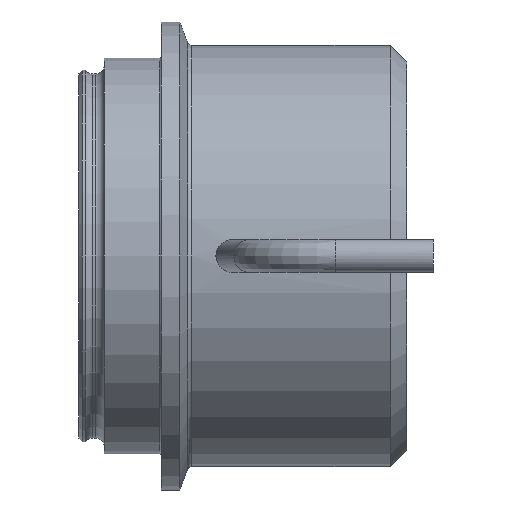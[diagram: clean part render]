
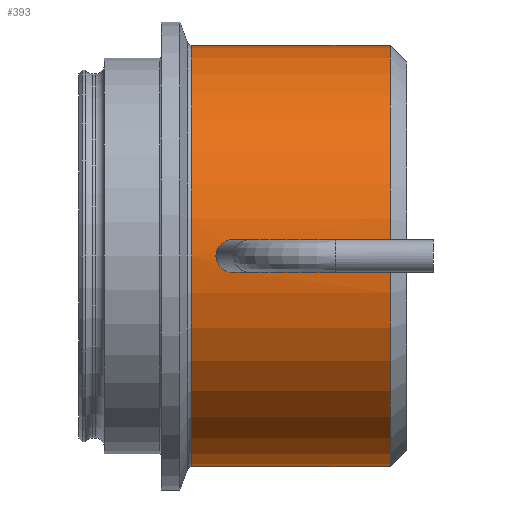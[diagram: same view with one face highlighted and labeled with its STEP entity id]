
A CAD part, front view. The second image highlights one B-rep face of the part: STEP entity #393.
In plain terms, the highlighted cylindrical face has radius 40.945 mm (diameter 81.89 mm), a full revolution.
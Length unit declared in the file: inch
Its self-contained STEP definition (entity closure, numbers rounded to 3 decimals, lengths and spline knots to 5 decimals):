
#17=FACE_BOUND('',#84,.T.);
#18=FACE_BOUND('',#85,.T.);
#58=FACE_OUTER_BOUND('',#83,.T.);
#83=EDGE_LOOP('',(#354,#355,#356,#357,#358,#359));
#84=EDGE_LOOP('',(#360,#361));
#85=EDGE_LOOP('',(#362));
#86=B_SPLINE_CURVE_WITH_KNOTS('',3,(#621,#622,#623,#624,#625,#626,#627,
#628,#629,#630),.UNSPECIFIED.,.F.,.F.,(4,2,2,2,4),(0.,0.11965,
0.2393,0.35895,0.4786),.UNSPECIFIED.);
#87=B_SPLINE_CURVE_WITH_KNOTS('',3,(#631,#632,#633,#634,#635,#636,#637,
#638,#639,#640,#641,#642,#643,#644,#645,#646,#647,#648,#649,#650,#651,#652,
#653,#654,#655,#656),.UNSPECIFIED.,.F.,.F.,(4,2,2,2,2,2,2,2,2,2,2,2,4),
(0.4786,0.59825,0.7179,0.83755,
0.9572,1.07685,1.1965,1.31615,1.43579,
1.55544,1.67509,1.79474,1.91439),
 .UNSPECIFIED.);
#88=B_SPLINE_CURVE_WITH_KNOTS('',3,(#661,#662,#663,#664,#665,#666,#667,
#668,#669,#670,#671,#672,#673,#674,#675,#676,#677,#678,#679,#680,#681,#682,
#683,#684,#685,#686,#687,#688,#689,#690,#691,#692,#693,#694),
 .UNSPECIFIED.,.T.,.F.,(4,2,2,2,2,2,2,2,2,2,2,2,2,2,2,2,4),(0.,0.12235,
0.2447,0.36481,0.48493,0.60504,
0.72515,0.8475,0.96985,1.09493,
1.22,1.33954,1.45909,1.57863,1.69817,
1.82325,1.94832),.UNSPECIFIED.);
#101=LINE('',#1014,#112);
#112=VECTOR('',#612,1.612);
#136=CIRCLE('',#451,1.612);
#137=CIRCLE('',#452,1.612);
#138=CIRCLE('',#454,1.612);
#139=CIRCLE('',#455,1.612);
#154=VERTEX_POINT('',#618);
#155=VERTEX_POINT('',#620);
#156=VERTEX_POINT('',#660);
#178=VERTEX_POINT('',#971);
#179=VERTEX_POINT('',#973);
#180=VERTEX_POINT('',#977);
#181=VERTEX_POINT('',#978);
#194=EDGE_CURVE('',#155,#154,#86,.T.);
#195=EDGE_CURVE('',#154,#155,#87,.T.);
#197=EDGE_CURVE('',#156,#156,#88,.T.);
#229=EDGE_CURVE('',#178,#179,#136,.T.);
#230=EDGE_CURVE('',#179,#178,#137,.T.);
#231=EDGE_CURVE('',#180,#181,#138,.T.);
#232=EDGE_CURVE('',#181,#180,#139,.T.);
#248=EDGE_CURVE('',#178,#181,#101,.T.);
#354=ORIENTED_EDGE('',*,*,#230,.F.);
#355=ORIENTED_EDGE('',*,*,#229,.F.);
#356=ORIENTED_EDGE('',*,*,#248,.T.);
#357=ORIENTED_EDGE('',*,*,#232,.T.);
#358=ORIENTED_EDGE('',*,*,#231,.T.);
#359=ORIENTED_EDGE('',*,*,#248,.F.);
#360=ORIENTED_EDGE('',*,*,#194,.T.);
#361=ORIENTED_EDGE('',*,*,#195,.T.);
#362=ORIENTED_EDGE('',*,*,#197,.T.);
#370=CYLINDRICAL_SURFACE('',#475,1.612);
#393=ADVANCED_FACE('',(#58,#17,#18),#370,.T.);
#451=AXIS2_PLACEMENT_3D('',#974,#559,#560);
#452=AXIS2_PLACEMENT_3D('',#975,#561,#562);
#454=AXIS2_PLACEMENT_3D('',#979,#565,#566);
#455=AXIS2_PLACEMENT_3D('',#980,#567,#568);
#475=AXIS2_PLACEMENT_3D('',#1013,#610,#611);
#559=DIRECTION('center_axis',(-1.,0.,0.));
#560=DIRECTION('ref_axis',(0.,0.,1.));
#561=DIRECTION('center_axis',(-1.,0.,0.));
#562=DIRECTION('ref_axis',(0.,0.,1.));
#565=DIRECTION('center_axis',(-1.,0.,0.));
#566=DIRECTION('ref_axis',(0.,0.,1.));
#567=DIRECTION('center_axis',(-1.,0.,0.));
#568=DIRECTION('ref_axis',(0.,0.,1.));
#610=DIRECTION('center_axis',(-1.,0.,0.));
#611=DIRECTION('ref_axis',(0.,0.,1.));
#612=DIRECTION('',(1.,0.,0.));
#618=CARTESIAN_POINT('',(2.071,1.612,0.));
#620=CARTESIAN_POINT('',(1.946,1.60715,-0.125));
#621=CARTESIAN_POINT('Ctrl Pts',(1.946,1.60715,-0.125));
#622=CARTESIAN_POINT('Ctrl Pts',(1.9617,1.60715,-0.125));
#623=CARTESIAN_POINT('Ctrl Pts',(1.97845,1.6074,-0.12186));
#624=CARTESIAN_POINT('Ctrl Pts',(2.00924,1.60832,-0.1091));
#625=CARTESIAN_POINT('Ctrl Pts',(2.02329,1.60897,-0.09948));
#626=CARTESIAN_POINT('Ctrl Pts',(2.04548,1.61018,-0.07729));
#627=CARTESIAN_POINT('Ctrl Pts',(2.0551,1.61083,-0.06324));
#628=CARTESIAN_POINT('Ctrl Pts',(2.06786,1.61175,-0.03245));
#629=CARTESIAN_POINT('Ctrl Pts',(2.071,1.612,-0.0157));
#630=CARTESIAN_POINT('Ctrl Pts',(2.071,1.612,0.));
#631=CARTESIAN_POINT('Ctrl Pts',(2.071,1.612,0.));
#632=CARTESIAN_POINT('Ctrl Pts',(2.071,1.612,0.0157));
#633=CARTESIAN_POINT('Ctrl Pts',(2.06786,1.61175,0.03245));
#634=CARTESIAN_POINT('Ctrl Pts',(2.0551,1.61083,0.06324));
#635=CARTESIAN_POINT('Ctrl Pts',(2.04548,1.61018,0.07729));
#636=CARTESIAN_POINT('Ctrl Pts',(2.02329,1.60897,0.09948));
#637=CARTESIAN_POINT('Ctrl Pts',(2.00924,1.60832,0.1091));
#638=CARTESIAN_POINT('Ctrl Pts',(1.97845,1.6074,0.12186));
#639=CARTESIAN_POINT('Ctrl Pts',(1.9617,1.60715,0.125));
#640=CARTESIAN_POINT('Ctrl Pts',(1.9303,1.60715,0.125));
#641=CARTESIAN_POINT('Ctrl Pts',(1.91355,1.6074,0.12186));
#642=CARTESIAN_POINT('Ctrl Pts',(1.88276,1.60832,0.1091));
#643=CARTESIAN_POINT('Ctrl Pts',(1.86871,1.60897,0.09948));
#644=CARTESIAN_POINT('Ctrl Pts',(1.84652,1.61018,0.07729));
#645=CARTESIAN_POINT('Ctrl Pts',(1.8369,1.61083,0.06324));
#646=CARTESIAN_POINT('Ctrl Pts',(1.82414,1.61175,0.03245));
#647=CARTESIAN_POINT('Ctrl Pts',(1.821,1.612,0.0157));
#648=CARTESIAN_POINT('Ctrl Pts',(1.821,1.612,-0.0157));
#649=CARTESIAN_POINT('Ctrl Pts',(1.82414,1.61175,-0.03245));
#650=CARTESIAN_POINT('Ctrl Pts',(1.8369,1.61083,-0.06324));
#651=CARTESIAN_POINT('Ctrl Pts',(1.84652,1.61018,-0.07729));
#652=CARTESIAN_POINT('Ctrl Pts',(1.86871,1.60897,-0.09948));
#653=CARTESIAN_POINT('Ctrl Pts',(1.88276,1.60832,-0.1091));
#654=CARTESIAN_POINT('Ctrl Pts',(1.91355,1.6074,-0.12186));
#655=CARTESIAN_POINT('Ctrl Pts',(1.9303,1.60715,-0.125));
#656=CARTESIAN_POINT('Ctrl Pts',(1.946,1.60715,-0.125));
#660=CARTESIAN_POINT('',(1.1767,-1.60715,-0.125));
#661=CARTESIAN_POINT('Ctrl Pts',(1.1767,-1.60715,-0.125));
#662=CARTESIAN_POINT('Ctrl Pts',(1.16064,-1.60715,-0.125));
#663=CARTESIAN_POINT('Ctrl Pts',(1.14347,-1.60739,-0.12194));
#664=CARTESIAN_POINT('Ctrl Pts',(1.1118,-1.60831,-0.10925));
#665=CARTESIAN_POINT('Ctrl Pts',(1.0973,-1.60896,-0.09962));
#666=CARTESIAN_POINT('Ctrl Pts',(1.07459,-1.61018,-0.07736));
#667=CARTESIAN_POINT('Ctrl Pts',(1.0648,-1.61083,-0.06335));
#668=CARTESIAN_POINT('Ctrl Pts',(1.0518,-1.61174,-0.03255));
#669=CARTESIAN_POINT('Ctrl Pts',(1.04859,-1.612,-0.01576));
#670=CARTESIAN_POINT('Ctrl Pts',(1.04859,-1.612,0.01576));
#671=CARTESIAN_POINT('Ctrl Pts',(1.0518,-1.61174,0.03255));
#672=CARTESIAN_POINT('Ctrl Pts',(1.0648,-1.61083,0.06335));
#673=CARTESIAN_POINT('Ctrl Pts',(1.07459,-1.61018,0.07736));
#674=CARTESIAN_POINT('Ctrl Pts',(1.0973,-1.60896,0.09962));
#675=CARTESIAN_POINT('Ctrl Pts',(1.1118,-1.60831,0.10925));
#676=CARTESIAN_POINT('Ctrl Pts',(1.14347,-1.60739,0.12194));
#677=CARTESIAN_POINT('Ctrl Pts',(1.16064,-1.60715,0.125));
#678=CARTESIAN_POINT('Ctrl Pts',(1.19311,-1.60715,0.125));
#679=CARTESIAN_POINT('Ctrl Pts',(1.21065,-1.6074,0.12181));
#680=CARTESIAN_POINT('Ctrl Pts',(1.24303,-1.60834,0.10882));
#681=CARTESIAN_POINT('Ctrl Pts',(1.25789,-1.609,0.09902));
#682=CARTESIAN_POINT('Ctrl Pts',(1.28092,-1.61021,0.0767));
#683=CARTESIAN_POINT('Ctrl Pts',(1.29085,-1.61085,0.06285));
#684=CARTESIAN_POINT('Ctrl Pts',(1.30409,-1.61175,0.03235));
#685=CARTESIAN_POINT('Ctrl Pts',(1.30741,-1.612,0.01569));
#686=CARTESIAN_POINT('Ctrl Pts',(1.30741,-1.612,-0.01569));
#687=CARTESIAN_POINT('Ctrl Pts',(1.30409,-1.61175,-0.03235));
#688=CARTESIAN_POINT('Ctrl Pts',(1.29085,-1.61085,-0.06285));
#689=CARTESIAN_POINT('Ctrl Pts',(1.28092,-1.61021,-0.0767));
#690=CARTESIAN_POINT('Ctrl Pts',(1.25789,-1.609,-0.09902));
#691=CARTESIAN_POINT('Ctrl Pts',(1.24303,-1.60834,-0.10882));
#692=CARTESIAN_POINT('Ctrl Pts',(1.21065,-1.6074,-0.12181));
#693=CARTESIAN_POINT('Ctrl Pts',(1.19311,-1.60715,-0.125));
#694=CARTESIAN_POINT('Ctrl Pts',(1.1767,-1.60715,-0.125));
#971=CARTESIAN_POINT('',(0.86019,0.,-1.612));
#973=CARTESIAN_POINT('',(0.86019,0.,1.612));
#974=CARTESIAN_POINT('Origin',(0.86019,0.,0.));
#975=CARTESIAN_POINT('Origin',(0.86019,0.,0.));
#977=CARTESIAN_POINT('',(2.382,0.,1.612));
#978=CARTESIAN_POINT('',(2.382,0.,-1.612));
#979=CARTESIAN_POINT('Origin',(2.382,0.,0.));
#980=CARTESIAN_POINT('Origin',(2.382,0.,0.));
#1013=CARTESIAN_POINT('Origin',(0.,0.,0.));
#1014=CARTESIAN_POINT('',(0.,0.,-1.612));
